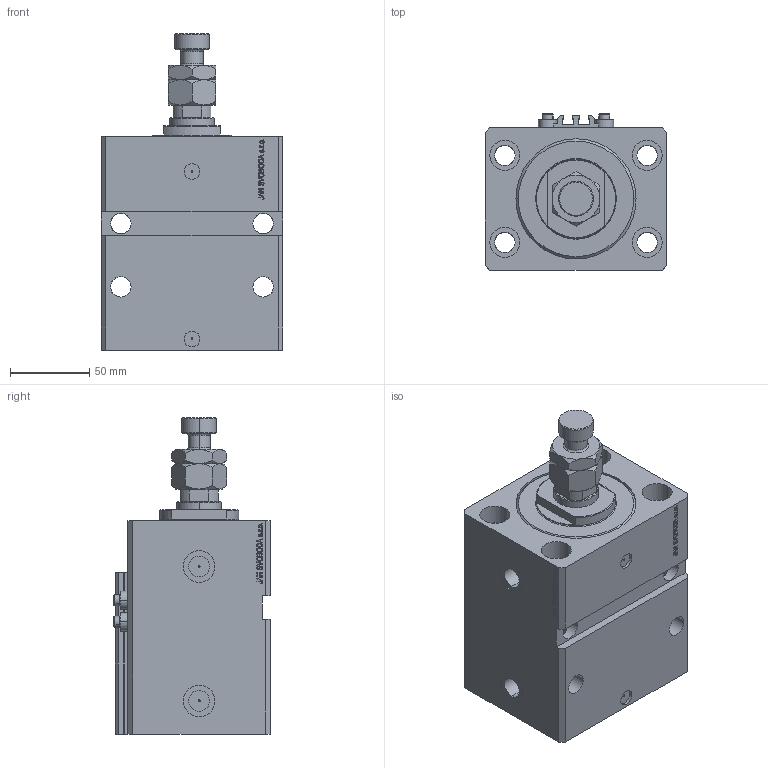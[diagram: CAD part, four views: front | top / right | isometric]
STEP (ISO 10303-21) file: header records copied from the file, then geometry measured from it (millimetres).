
FILE_DESCRIPTION (( 'STEP AP203' ), '1' );
FILE_NAME ('dca4.STEP', '2023-10-07T17:16:32', ( '' ), ( '' ), 'SwSTEP 2.0', 'SolidWorks 2019', '' );
FILE_SCHEMA (( 'CONFIG_CONTROL_DESIGN' ));
Length unit declared in the file: millimetre
Products named in the file (6): ALLEN BOLT V250CE 3332c8dafcc1d736cd0c93b534d0e9a5; V250CE_VC_E 3332c8dafcc1d736cd0c93b534d0e9a5; MFA 3332c8dafcc1d736cd0c93b534d0e9a5; dca4; V250CE_C_VCP 3332c8dafcc1d736cd0c93b534d0e9a5; V250CE_E_Body 3332c8dafcc1d736cd0c93b534d0e9a5
Assembly tree (8 placements, depth 2):
  dca4
    V250CE_E_Body 3332c8dafcc1d736cd0c93b534d0e9a5
    ALLEN BOLT V250CE 3332c8dafcc1d736cd0c93b534d0e9a5  x4
    V250CE_C_VCP 3332c8dafcc1d736cd0c93b534d0e9a5
    V250CE_VC_E 3332c8dafcc1d736cd0c93b534d0e9a5
    MFA 3332c8dafcc1d736cd0c93b534d0e9a5
Bounding box: 115 x 99 x 200 mm (x, y, z)
Volume: 1180311.6 mm3; surface area: 193429.5 mm2
Topology: 9 solids, 9 shells, 1195 faces, 2966 edges, 1905 vertices
Faces by surface type: plane 563, bspline 368, cylinder 162, cone 84, torus 18
Entity records: 51399 total; most frequent: CARTESIAN_POINT 26396, ORIENTED_EDGE 5622, DIRECTION 3773, EDGE_CURVE 2811, VERTEX_POINT 1821, LINE 1665, VECTOR 1665, EDGE_LOOP 1270
